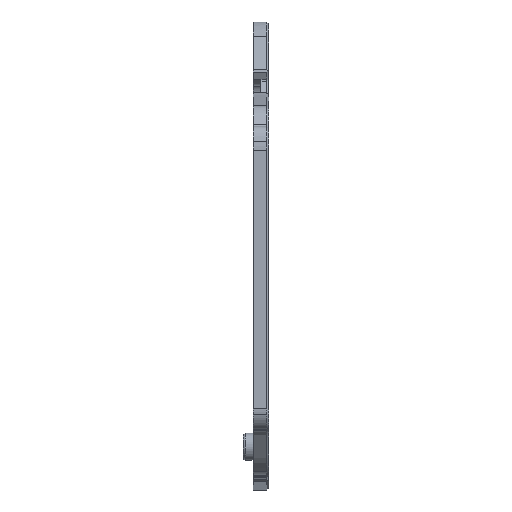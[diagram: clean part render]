
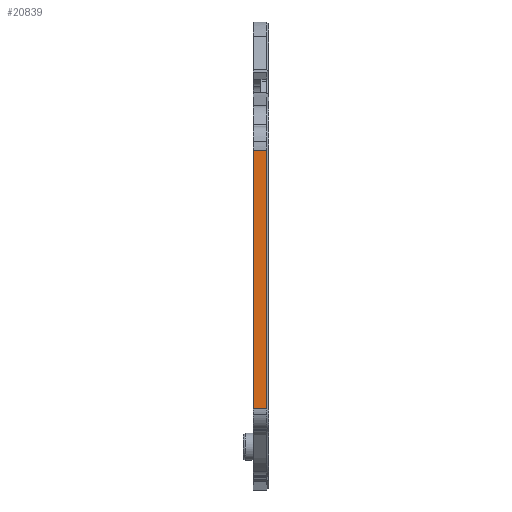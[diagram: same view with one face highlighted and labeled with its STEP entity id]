
A CAD part, left-side view. The second image highlights one B-rep face of the part: STEP entity #20839.
In plain terms, the highlighted face is planar.
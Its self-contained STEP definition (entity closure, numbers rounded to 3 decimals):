
#902=PLANE('',#22687);
#2131=FACE_OUTER_BOUND('',#3393,.T.);
#3393=EDGE_LOOP('',(#17670,#17671,#17672,#17673));
#5321=LINE('',#34826,#7353);
#5370=LINE('',#35459,#7402);
#5371=LINE('',#35462,#7403);
#5372=LINE('',#35463,#7404);
#7353=VECTOR('',#27581,10.);
#7402=VECTOR('',#27714,10.);
#7403=VECTOR('',#27717,10.);
#7404=VECTOR('',#27718,10.);
#10159=VERTEX_POINT('',#34817);
#10160=VERTEX_POINT('',#34824);
#10196=VERTEX_POINT('',#35451);
#10197=VERTEX_POINT('',#35461);
#12838=EDGE_CURVE('',#10159,#10160,#5321,.T.);
#12916=EDGE_CURVE('',#10196,#10160,#5370,.T.);
#12917=EDGE_CURVE('',#10197,#10196,#5371,.T.);
#12918=EDGE_CURVE('',#10197,#10159,#5372,.T.);
#17670=ORIENTED_EDGE('',*,*,#12838,.T.);
#17671=ORIENTED_EDGE('',*,*,#12916,.F.);
#17672=ORIENTED_EDGE('',*,*,#12917,.F.);
#17673=ORIENTED_EDGE('',*,*,#12918,.T.);
#20839=ADVANCED_FACE('',(#2131),#902,.F.);
#22687=AXIS2_PLACEMENT_3D('',#35460,#27715,#27716);
#27581=DIRECTION('',(0.,0.,-1.));
#27714=DIRECTION('',(0.,-1.,0.));
#27715=DIRECTION('center_axis',(-1.,0.,0.));
#27716=DIRECTION('ref_axis',(0.,0.,
-1.));
#27717=DIRECTION('',(0.,0.,-1.));
#27718=DIRECTION('',(0.,-1.,0.));
#34817=CARTESIAN_POINT('',(12.939,-11.5,49.));
#34824=CARTESIAN_POINT('',(12.939,-11.5,-17.726));
#34826=CARTESIAN_POINT('',(12.939,-11.5,29.294));
#35451=CARTESIAN_POINT('',(12.939,-8.,-17.726));
#35459=CARTESIAN_POINT('',(12.939,-8.,-17.726));
#35460=CARTESIAN_POINT('Origin',(12.939,-8.,49.));
#35461=CARTESIAN_POINT('',(12.939,-8.,49.));
#35462=CARTESIAN_POINT('',(12.939,-8.,49.));
#35463=CARTESIAN_POINT('',(12.939,-8.,49.));
